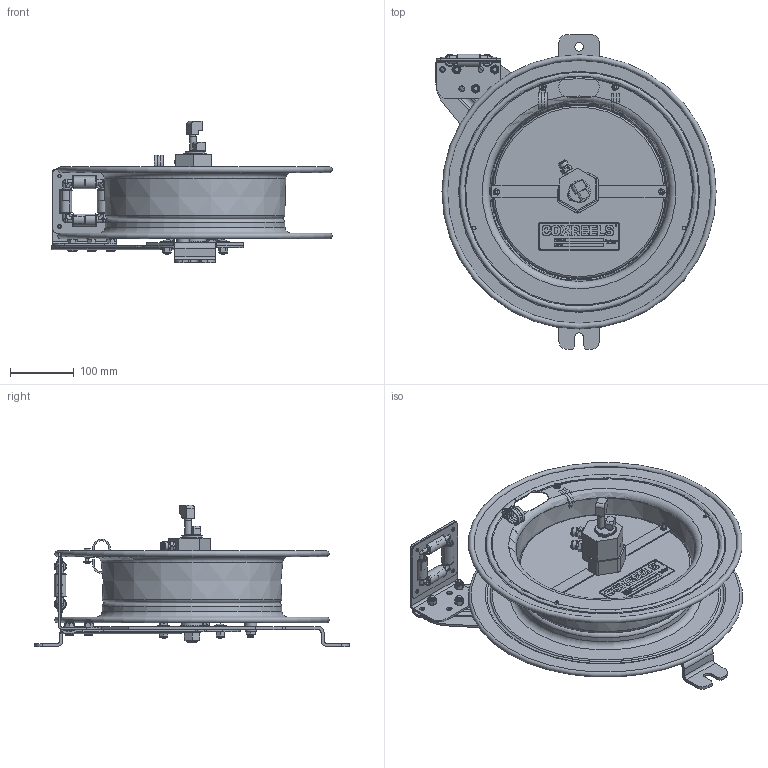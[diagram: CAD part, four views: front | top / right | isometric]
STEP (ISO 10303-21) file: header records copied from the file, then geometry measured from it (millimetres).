
FILE_DESCRIPTION(/* description */ (''),/* implementation_level */ '2;1');
FILE_NAME(/* name */ 'SG17WTL-150_SHARED.stp',/* time_stamp */ '2020-03-06T08:57:58-07:00',/* author */ ('NMelton'),/* organization */ (''),/* preprocessor_version */ 'ST-DEVELOPER v17',/* originating_system */ 'Autodesk Inventor 2019',/* authorisation */ '');
FILE_SCHEMA (('AUTOMOTIVE_DESIGN { 1 0 10303 214 3 1 1 }'));
Products named in the file (1): SG17WTL-150_SHARED
Bounding box: 441.48 x 495.3 x 222.66 mm (x, y, z)
Surface area: 1036975.1 mm2 (no closed solid volume)
Topology: 0 solids, 137 shells, 1987 faces, 8697 edges, 6610 vertices
Faces by surface type: plane 1034, cylinder 412, bspline 277, cone 149, torus 84, sphere 31
Full cylindrical faces by diameter (mm): 1.93 x2, 2.54 x1, 3.048 x1, 3.962 x2, 4.699 x4, 4.75 x1, 4.826 x6, 5.08 x2, 5.182 x2, 5.556 x3, 5.575 x1, 5.588 x6, 6.35 x4, 7.112 x3, 7.938 x3, 8.636 x3, 8.733 x4, 8.89 x3, 10.312 x1, 11.43 x3, 11.557 x4, 12.192 x8, 13.492 x1, 14.287 x2, 15.875 x2, 19.05 x5, 28.575 x1, 29.87 x1, 31.674 x2, 34.925 x1
Entity records: 96064 total; most frequent: CARTESIAN_POINT 28474, ORIENTED_EDGE 12708, DIRECTION 11760, EDGE_CURVE 8664, VERTEX_POINT 6610, LINE 4970, VECTOR 4970, AXIS2_PLACEMENT_3D 3395
